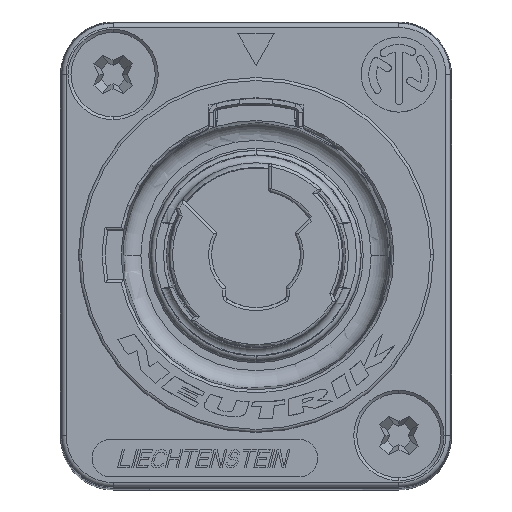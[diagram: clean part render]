
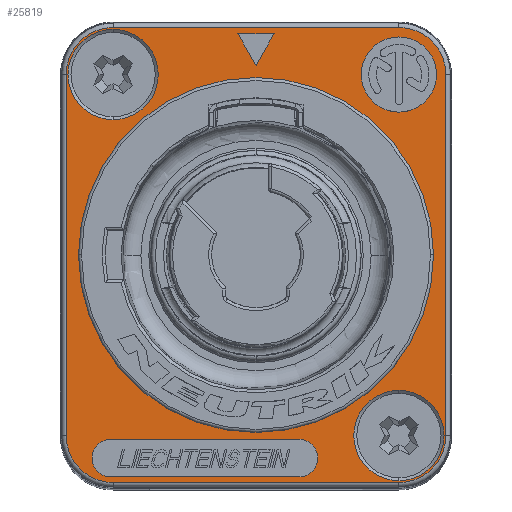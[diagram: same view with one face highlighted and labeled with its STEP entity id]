
A CAD part, top view. The second image highlights one B-rep face of the part: STEP entity #25819.
In plain terms, the highlighted planar face has unit normal (0, 0, 1).
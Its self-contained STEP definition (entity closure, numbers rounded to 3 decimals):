
#5819=CARTESIAN_POINT('',(-9.5,-12.,37.));
#5820=DIRECTION('',(0.,0.,1.));
#5821=DIRECTION('',(-1.,0.,0.));
#5822=AXIS2_PLACEMENT_3D('',#5819,#5820,#5821);
#5834=CARTESIAN_POINT('',(0.,0.,37.));
#5835=DIRECTION('',(0.,0.,1.));
#5836=DIRECTION('',(1.,0.,0.));
#5837=AXIS2_PLACEMENT_3D('',#5834,#5835,#5836);
#5839=CARTESIAN_POINT('',(0.,0.,37.));
#5840=DIRECTION('',(0.,0.,1.));
#5841=DIRECTION('',(-1.,0.,0.));
#5842=AXIS2_PLACEMENT_3D('',#5839,#5840,#5841);
#5844=CARTESIAN_POINT('',(-9.5,12.,37.));
#5845=DIRECTION('',(0.,0.,-1.));
#5846=DIRECTION('',(0.,-1.,0.));
#5847=AXIS2_PLACEMENT_3D('',#5844,#5845,#5846);
#5849=CARTESIAN_POINT('',(-9.5,12.,37.));
#5850=DIRECTION('',(0.,0.,-1.));
#5851=DIRECTION('',(0.,1.,0.));
#5852=AXIS2_PLACEMENT_3D('',#5849,#5850,#5851);
#5854=CARTESIAN_POINT('',(9.5,-12.,37.));
#5855=DIRECTION('',(0.,0.,-1.));
#5856=DIRECTION('',(0.,-1.,0.));
#5857=AXIS2_PLACEMENT_3D('',#5854,#5855,#5856);
#5859=CARTESIAN_POINT('',(9.5,-12.,37.));
#5860=DIRECTION('',(0.,0.,-1.));
#5861=DIRECTION('',(0.,1.,0.));
#5862=AXIS2_PLACEMENT_3D('',#5859,#5860,#5861);
#5864=CARTESIAN_POINT('',(-9.65,-13.5,37.));
#5865=DIRECTION('',(0.,0.,1.));
#5866=DIRECTION('',(0.,1.,0.));
#5867=AXIS2_PLACEMENT_3D('',#5864,#5865,#5866);
#5869=DIRECTION('',(1.,0.,0.));
#5870=VECTOR('',#5869,12.5);
#5871=CARTESIAN_POINT('',(-9.65,-14.75,37.));
#5872=LINE('',#5871,#5870);
#5873=CARTESIAN_POINT('',(2.85,-13.5,37.));
#5874=DIRECTION('',(0.,0.,1.));
#5875=DIRECTION('',(0.,-1.,0.));
#5876=AXIS2_PLACEMENT_3D('',#5873,#5874,#5875);
#5878=DIRECTION('',(-1.,0.,0.));
#5879=VECTOR('',#5878,12.5);
#5880=CARTESIAN_POINT('',(2.85,-12.25,37.));
#5881=LINE('',#5880,#5879);
#5882=CARTESIAN_POINT('',(9.5,12.,37.));
#5883=DIRECTION('',(0.,0.,1.));
#5884=DIRECTION('',(1.,0.,0.));
#5885=AXIS2_PLACEMENT_3D('',#5882,#5883,#5884);
#5887=CARTESIAN_POINT('',(9.5,12.,37.));
#5888=DIRECTION('',(0.,0.,1.));
#5889=DIRECTION('',(-1.,0.,0.));
#5890=AXIS2_PLACEMENT_3D('',#5887,#5888,#5889);
#5892=DIRECTION('',(0.5,-0.866,0.));
#5893=VECTOR('',#5892,2.4);
#5894=CARTESIAN_POINT('',(-1.2,14.7,37.));
#5895=LINE('',#5894,#5893);
#5896=DIRECTION('',(0.5,0.866,0.));
#5897=VECTOR('',#5896,2.4);
#5898=CARTESIAN_POINT('',(0.,12.622,37.));
#5899=LINE('',#5898,#5897);
#5900=DIRECTION('',(-1.,0.,0.));
#5901=VECTOR('',#5900,2.4);
#5902=CARTESIAN_POINT('',(1.2,14.7,37.));
#5903=LINE('',#5902,#5901);
#12786=DIRECTION('',(0.,1.,0.));
#12787=VECTOR('',#12786,24.);
#12788=CARTESIAN_POINT('',(12.627,-12.,37.));
#12789=LINE('',#12788,#12787);
#12799=CARTESIAN_POINT('',(9.5,12.,37.));
#12800=DIRECTION('',(0.,0.,1.));
#12801=DIRECTION('',(1.,0.,0.));
#12802=AXIS2_PLACEMENT_3D('',#12799,#12800,#12801);
#12814=DIRECTION('',(-1.,0.,0.));
#12815=VECTOR('',#12814,19.);
#12816=CARTESIAN_POINT('',(9.5,15.127,37.));
#12817=LINE('',#12816,#12815);
#12827=CARTESIAN_POINT('',(-9.5,12.,37.));
#12828=DIRECTION('',(0.,0.,1.));
#12829=DIRECTION('',(0.,1.,0.));
#12830=AXIS2_PLACEMENT_3D('',#12827,#12828,#12829);
#12842=DIRECTION('',(0.,-1.,0.));
#12843=VECTOR('',#12842,24.);
#12844=CARTESIAN_POINT('',(-12.627,12.,37.));
#12845=LINE('',#12844,#12843);
#12855=CARTESIAN_POINT('',(9.5,-12.,37.));
#12856=DIRECTION('',(0.,0.,1.));
#12857=DIRECTION('',(0.,-1.,0.));
#12858=AXIS2_PLACEMENT_3D('',#12855,#12856,#12857);
#12870=DIRECTION('',(1.,0.,0.));
#12871=VECTOR('',#12870,19.);
#12872=CARTESIAN_POINT('',(-9.5,-15.127,37.));
#12873=LINE('',#12872,#12871);
#14488=CARTESIAN_POINT('',(11.8,0.,37.));
#14489=CARTESIAN_POINT('',(-11.8,0.,37.));
#14490=VERTEX_POINT('',#14488);
#14491=VERTEX_POINT('',#14489);
#14496=CARTESIAN_POINT('',(-9.5,9.,37.));
#14497=CARTESIAN_POINT('',(-9.5,15.,37.));
#14498=VERTEX_POINT('',#14496);
#14499=VERTEX_POINT('',#14497);
#14504=CARTESIAN_POINT('',(9.5,-15.,37.));
#14505=CARTESIAN_POINT('',(9.5,-9.,37.));
#14506=VERTEX_POINT('',#14504);
#14507=VERTEX_POINT('',#14505);
#14528=CARTESIAN_POINT('',(-9.65,-12.25,37.));
#14529=CARTESIAN_POINT('',(-9.65,-14.75,37.));
#14530=VERTEX_POINT('',#14528);
#14531=VERTEX_POINT('',#14529);
#14532=CARTESIAN_POINT('',(2.85,-14.75,37.));
#14533=VERTEX_POINT('',#14532);
#14534=CARTESIAN_POINT('',(2.85,-12.25,37.));
#14535=VERTEX_POINT('',#14534);
#14540=CARTESIAN_POINT('',(12.,12.,37.));
#14541=CARTESIAN_POINT('',(7.,12.,37.));
#14542=VERTEX_POINT('',#14540);
#14543=VERTEX_POINT('',#14541);
#14550=CARTESIAN_POINT('',(-1.2,14.7,37.));
#14551=CARTESIAN_POINT('',(0.,12.622,37.));
#14552=VERTEX_POINT('',#14550);
#14553=VERTEX_POINT('',#14551);
#14554=CARTESIAN_POINT('',(1.2,14.7,37.));
#14555=VERTEX_POINT('',#14554);
#15572=CARTESIAN_POINT('',(12.627,-12.,37.));
#15573=CARTESIAN_POINT('',(12.627,12.,37.));
#15574=VERTEX_POINT('',#15572);
#15575=VERTEX_POINT('',#15573);
#15580=CARTESIAN_POINT('',(9.5,15.127,37.));
#15581=VERTEX_POINT('',#15580);
#15584=CARTESIAN_POINT('',(-9.5,15.127,37.));
#15585=VERTEX_POINT('',#15584);
#15588=CARTESIAN_POINT('',(-12.627,12.,37.));
#15589=VERTEX_POINT('',#15588);
#15592=CARTESIAN_POINT('',(-12.627,-12.,37.));
#15593=VERTEX_POINT('',#15592);
#15596=CARTESIAN_POINT('',(-9.5,-15.127,37.));
#15597=VERTEX_POINT('',#15596);
#15600=CARTESIAN_POINT('',(9.5,-15.127,37.));
#15601=VERTEX_POINT('',#15600);
#25755=CARTESIAN_POINT('',(0.,0.,37.));
#25756=DIRECTION('',(0.,0.,1.));
#25757=DIRECTION('',(1.,0.,0.));
#25758=AXIS2_PLACEMENT_3D('',#25755,#25756,#25757);
#25759=PLANE('',#25758);
#25761=ORIENTED_EDGE('',*,*,#25760,.F.);
#25763=ORIENTED_EDGE('',*,*,#25762,.F.);
#25765=ORIENTED_EDGE('',*,*,#25764,.F.);
#25766=ORIENTED_EDGE('',*,*,#25745,.F.);
#25768=ORIENTED_EDGE('',*,*,#25767,.F.);
#25770=ORIENTED_EDGE('',*,*,#25769,.F.);
#25772=ORIENTED_EDGE('',*,*,#25771,.F.);
#25774=ORIENTED_EDGE('',*,*,#25773,.F.);
#25775=EDGE_LOOP('',(#25761,#25763,#25765,#25766,#25768,#25770,#25772,#25774));
#25776=FACE_OUTER_BOUND('',#25775,.F.);
#25778=ORIENTED_EDGE('',*,*,#25777,.F.);
#25780=ORIENTED_EDGE('',*,*,#25779,.F.);
#25781=EDGE_LOOP('',(#25778,#25780));
#25782=FACE_BOUND('',#25781,.F.);
#25784=ORIENTED_EDGE('',*,*,#25783,.F.);
#25786=ORIENTED_EDGE('',*,*,#25785,.F.);
#25787=EDGE_LOOP('',(#25784,#25786));
#25788=FACE_BOUND('',#25787,.F.);
#25790=ORIENTED_EDGE('',*,*,#25789,.T.);
#25792=ORIENTED_EDGE('',*,*,#25791,.T.);
#25794=ORIENTED_EDGE('',*,*,#25793,.T.);
#25796=ORIENTED_EDGE('',*,*,#25795,.T.);
#25797=EDGE_LOOP('',(#25790,#25792,#25794,#25796));
#25798=FACE_BOUND('',#25797,.F.);
#25800=ORIENTED_EDGE('',*,*,#25799,.T.);
#25802=ORIENTED_EDGE('',*,*,#25801,.T.);
#25803=EDGE_LOOP('',(#25800,#25802));
#25804=FACE_BOUND('',#25803,.F.);
#25806=ORIENTED_EDGE('',*,*,#25805,.T.);
#25808=ORIENTED_EDGE('',*,*,#25807,.T.);
#25810=ORIENTED_EDGE('',*,*,#25809,.T.);
#25811=EDGE_LOOP('',(#25806,#25808,#25810));
#25812=FACE_BOUND('',#25811,.F.);
#25814=ORIENTED_EDGE('',*,*,#25813,.T.);
#25816=ORIENTED_EDGE('',*,*,#25815,.T.);
#25817=EDGE_LOOP('',(#25814,#25816));
#25818=FACE_BOUND('',#25817,.F.);
#25819=ADVANCED_FACE('',(#25776,#25782,#25788,#25798,#25804,#25812,#25818),
#25759,.T.);
#5823=CIRCLE('',#5822,3.127);
#5838=CIRCLE('',#5837,11.8);
#5843=CIRCLE('',#5842,11.8);
#5848=CIRCLE('',#5847,3.);
#5853=CIRCLE('',#5852,3.);
#5858=CIRCLE('',#5857,3.);
#5863=CIRCLE('',#5862,3.);
#5868=CIRCLE('',#5867,1.25);
#5877=CIRCLE('',#5876,1.25);
#5886=CIRCLE('',#5885,2.5);
#5891=CIRCLE('',#5890,2.5);
#12803=CIRCLE('',#12802,3.127);
#12831=CIRCLE('',#12830,3.127);
#12859=CIRCLE('',#12858,3.127);
#25745=EDGE_CURVE('',#15593,#15597,#5823,.T.);
#25760=EDGE_CURVE('',#15574,#15575,#12789,.T.);
#25762=EDGE_CURVE('',#15601,#15574,#12859,.T.);
#25764=EDGE_CURVE('',#15597,#15601,#12873,.T.);
#25767=EDGE_CURVE('',#15589,#15593,#12845,.T.);
#25769=EDGE_CURVE('',#15585,#15589,#12831,.T.);
#25771=EDGE_CURVE('',#15581,#15585,#12817,.T.);
#25773=EDGE_CURVE('',#15575,#15581,#12803,.T.);
#25777=EDGE_CURVE('',#14498,#14499,#5848,.T.);
#25779=EDGE_CURVE('',#14499,#14498,#5853,.T.);
#25783=EDGE_CURVE('',#14506,#14507,#5858,.T.);
#25785=EDGE_CURVE('',#14507,#14506,#5863,.T.);
#25789=EDGE_CURVE('',#14530,#14531,#5868,.T.);
#25791=EDGE_CURVE('',#14531,#14533,#5872,.T.);
#25793=EDGE_CURVE('',#14533,#14535,#5877,.T.);
#25795=EDGE_CURVE('',#14535,#14530,#5881,.T.);
#25799=EDGE_CURVE('',#14542,#14543,#5886,.T.);
#25801=EDGE_CURVE('',#14543,#14542,#5891,.T.);
#25805=EDGE_CURVE('',#14552,#14553,#5895,.T.);
#25807=EDGE_CURVE('',#14553,#14555,#5899,.T.);
#25809=EDGE_CURVE('',#14555,#14552,#5903,.T.);
#25813=EDGE_CURVE('',#14490,#14491,#5838,.T.);
#25815=EDGE_CURVE('',#14491,#14490,#5843,.T.);
